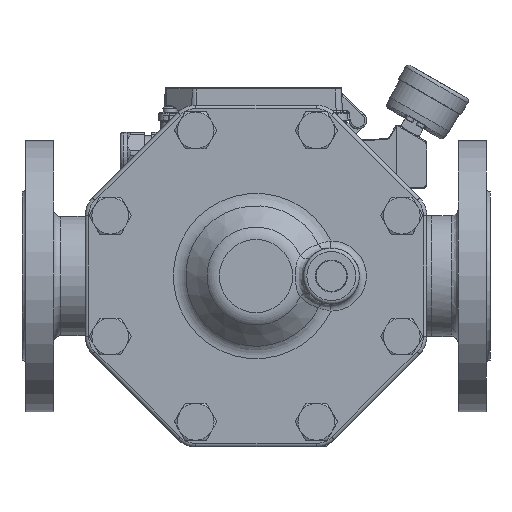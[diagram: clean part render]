
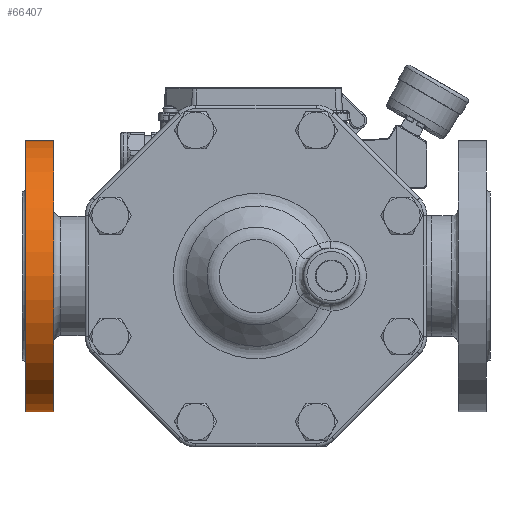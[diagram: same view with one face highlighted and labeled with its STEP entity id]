
A CAD part, front view. The second image highlights one B-rep face of the part: STEP entity #66407.
In plain terms, the highlighted cylindrical face has radius 77.5 mm (diameter 155 mm), a full revolution.
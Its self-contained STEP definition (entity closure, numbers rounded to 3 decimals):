
#2251=CIRCLE('',#70909,77.5);
#2252=CIRCLE('',#70910,77.5);
#2253=CIRCLE('',#70911,77.5);
#2254=CIRCLE('',#70912,77.5);
#5083=CYLINDRICAL_SURFACE('',#70908,77.5);
#9230=FACE_OUTER_BOUND('',#13368,.T.);
#13368=EDGE_LOOP('',(#47684,#47685,#47686,#47687,#47688,#47689));
#17795=LINE('',#111256,#21983);
#21983=VECTOR('',#79981,77.5);
#28400=VERTEX_POINT('',#111252);
#28401=VERTEX_POINT('',#111253);
#28402=VERTEX_POINT('',#111255);
#28403=VERTEX_POINT('',#111257);
#35536=EDGE_CURVE('',#28400,#28401,#2251,.T.);
#35537=EDGE_CURVE('',#28401,#28402,#17795,.T.);
#35538=EDGE_CURVE('',#28402,#28403,#2252,.T.);
#35539=EDGE_CURVE('',#28403,#28402,#2253,.T.);
#35540=EDGE_CURVE('',#28401,#28400,#2254,.T.);
#47684=ORIENTED_EDGE('',*,*,#35536,.T.);
#47685=ORIENTED_EDGE('',*,*,#35537,.T.);
#47686=ORIENTED_EDGE('',*,*,#35538,.T.);
#47687=ORIENTED_EDGE('',*,*,#35539,.T.);
#47688=ORIENTED_EDGE('',*,*,#35537,.F.);
#47689=ORIENTED_EDGE('',*,*,#35540,.T.);
#66407=ADVANCED_FACE('',(#9230),#5083,.T.);
#70908=AXIS2_PLACEMENT_3D('',#111251,#79977,#79978);
#70909=AXIS2_PLACEMENT_3D('',#111254,#79979,#79980);
#70910=AXIS2_PLACEMENT_3D('',#111258,#79982,#79983);
#70911=AXIS2_PLACEMENT_3D('',#111259,#79984,#79985);
#70912=AXIS2_PLACEMENT_3D('',#111260,#79986,#79987);
#79977=DIRECTION('center_axis',(-1.,0.,0.));
#79978=DIRECTION('ref_axis',(0.,0.,1.));
#79979=DIRECTION('center_axis',(1.,0.,0.));
#79980=DIRECTION('ref_axis',(0.,0.,1.));
#79981=DIRECTION('',(1.,0.,0.));
#79982=DIRECTION('center_axis',(-1.,0.,0.));
#79983=DIRECTION('ref_axis',(0.,0.,1.));
#79984=DIRECTION('center_axis',(-1.,0.,0.));
#79985=DIRECTION('ref_axis',(0.,0.,1.));
#79986=DIRECTION('center_axis',(1.,0.,0.));
#79987=DIRECTION('ref_axis',(0.,0.,1.));
#111251=CARTESIAN_POINT('Origin',(-109.631,27.857,0.));
#111252=CARTESIAN_POINT('',(-125.631,27.857,77.5));
#111253=CARTESIAN_POINT('',(-125.631,27.857,-77.5));
#111254=CARTESIAN_POINT('Origin',(-125.631,27.857,0.));
#111255=CARTESIAN_POINT('',(-109.631,27.857,-77.5));
#111256=CARTESIAN_POINT('',(-109.631,27.857,-77.5));
#111257=CARTESIAN_POINT('',(-109.631,27.857,77.5));
#111258=CARTESIAN_POINT('Origin',(-109.631,27.857,0.));
#111259=CARTESIAN_POINT('Origin',(-109.631,27.857,0.));
#111260=CARTESIAN_POINT('Origin',(-125.631,27.857,0.));
